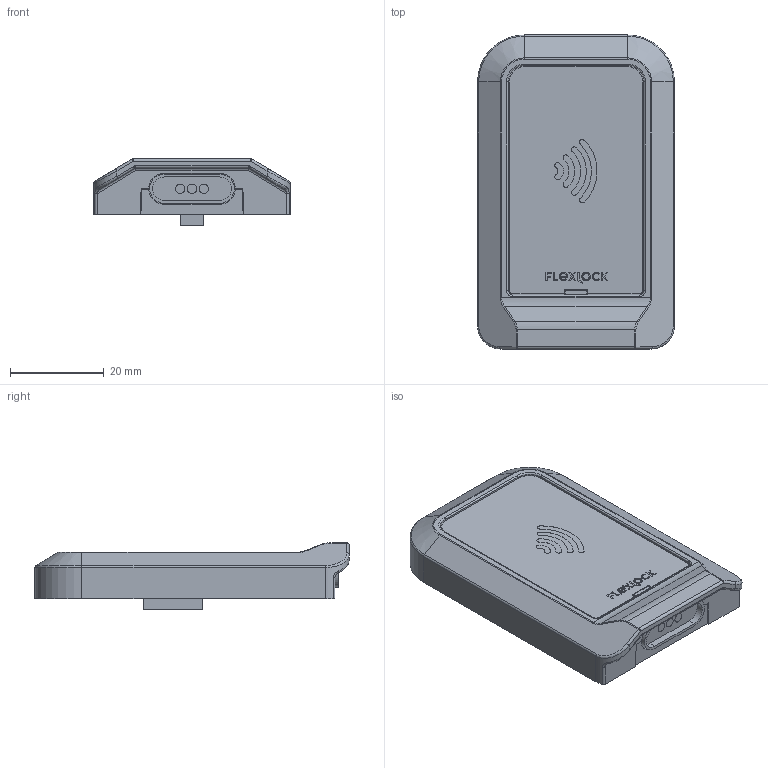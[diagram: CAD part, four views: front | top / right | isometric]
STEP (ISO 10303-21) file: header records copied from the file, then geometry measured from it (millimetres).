
FILE_DESCRIPTION (( 'STEP AP203' ), '1' );
FILE_NAME ('Public antenn.STEP', '2021-04-30T06:31:13', ( '' ), ( '' ), 'SwSTEP 2.0', 'SolidWorks 2019', '' );
FILE_SCHEMA (( 'CONFIG_CONTROL_DESIGN' ));
Length unit declared in the file: millimetre
Products named in the file (13): Ljusledare invisible; BLE modul; Pogo RTL 2,54_Vinklad; dummykort 3; antennskal 7_Plast; Etikett - extern enhet_Urjackad; Kretskort koncept 3 KPL; Ferritic foil - extern enhet_Version 2; LED diod; 20021521-00010XXLFc; Public antenn; KX-PT 14122 18 06-mattssons_14122  22 10-mattssons; Lock - inv
Assembly tree (13 placements, depth 3):
  Public antenn
    antennskal 7_Plast
    Kretskort koncept 3 KPL
      dummykort 3
      Pogo RTL 2,54_Vinklad
      20021521-00010XXLFc
      BLE modul
      LED diod
      Ferritic foil - extern enhet_Version 2
    Lock - inv
    Etikett - extern enhet_Urjackad
    Ljusledare invisible
    KX-PT 14122 18 06-mattssons_14122  22 10-mattssons  x2
Bounding box: 42 x 67 x 14.2 mm (x, y, z)
Volume: 15821.3 mm3; surface area: 29949.6 mm2
Topology: 78 solids, 78 shells, 2043 faces, 5116 edges, 3225 vertices
Faces by surface type: plane 1273, cylinder 568, torus 83, cone 48, sphere 46, bspline 25
Entity records: 60639 total; most frequent: CARTESIAN_POINT 11512, DIRECTION 9908, ORIENTED_EDGE 9868, EDGE_CURVE 4934, VECTOR 3622, LINE 3622, AXIS2_PLACEMENT_3D 3143, VERTEX_POINT 3140
